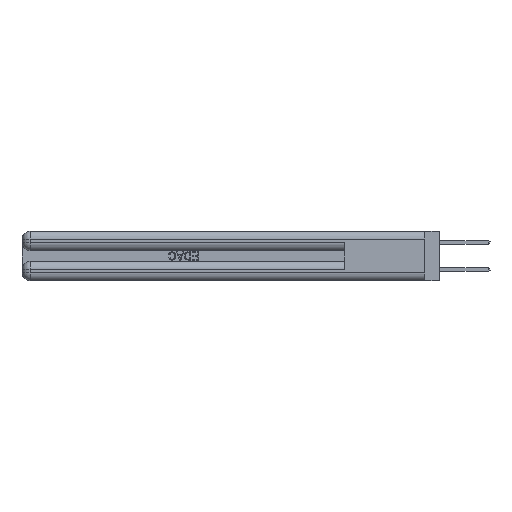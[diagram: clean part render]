
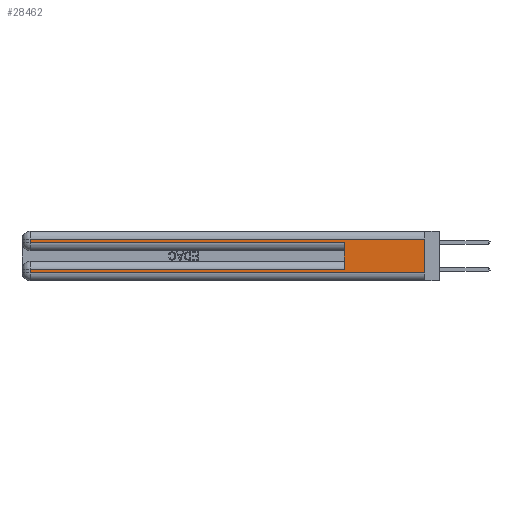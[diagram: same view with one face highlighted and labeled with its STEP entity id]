
A CAD part, left-side view. The second image highlights one B-rep face of the part: STEP entity #28462.
In plain terms, the highlighted planar face has unit normal (-1, 0, 0).
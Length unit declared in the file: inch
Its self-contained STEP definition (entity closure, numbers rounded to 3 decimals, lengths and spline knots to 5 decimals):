
#944 = CARTESIAN_POINT ( 'NONE',  ( 0., 0.6, 0.145 ) ) ;
#1844 = ORIENTED_EDGE ( 'NONE', *, *, #33681, .F. ) ;
#1916 = VECTOR ( 'NONE', #37023, 39.37008 ) ;
#2061 = VECTOR ( 'NONE', #6315, 39.37008 ) ;
#2702 = CARTESIAN_POINT ( 'NONE',  ( 0., 2.94, 0.37 ) ) ;
#2958 = CARTESIAN_POINT ( 'NONE',  ( 0., 2.94, 0.37 ) ) ;
#3041 = LINE ( 'NONE', #30089, #1916 ) ;
#3396 = VECTOR ( 'NONE', #33496, 39.37008 ) ;
#3708 = DIRECTION ( 'NONE',  ( 0., 0., -1. ) ) ;
#4356 = CARTESIAN_POINT ( 'NONE',  ( 0., 2.94, 0.085 ) ) ;
#4399 = AXIS2_PLACEMENT_3D ( 'NONE', #14014, #24424, #3708 ) ;
#4852 = VERTEX_POINT ( 'NONE', #18589 ) ;
#5755 = LINE ( 'NONE', #944, #42494 ) ;
#5813 = EDGE_CURVE ( 'NONE', #5815, #42987, #8543, .T. ) ;
#5815 = VERTEX_POINT ( 'NONE', #20001 ) ;
#6315 = DIRECTION ( 'NONE',  ( 0., 0., -1. ) ) ;
#7655 = VERTEX_POINT ( 'NONE', #40217 ) ;
#8093 = VECTOR ( 'NONE', #44493, 39.37008 ) ;
#8543 = LINE ( 'NONE', #30275, #38255 ) ;
#9660 = CARTESIAN_POINT ( 'NONE',  ( 0., 2.94, 0.31 ) ) ;
#11556 = EDGE_CURVE ( 'NONE', #30437, #5815, #29695, .T. ) ;
#11697 = ORIENTED_EDGE ( 'NONE', *, *, #38573, .T. ) ;
#12988 = EDGE_LOOP ( 'NONE', ( #1844, #40804, #23535, #41909, #44039, #17609, #19769, #11697 ) ) ;
#13070 = DIRECTION ( 'NONE',  ( 0., -1., 0. ) ) ;
#14014 = CARTESIAN_POINT ( 'NONE',  ( 0., 0., 0.37 ) ) ;
#14053 = FACE_OUTER_BOUND ( 'NONE', #12988, .T. ) ;
#14689 = LINE ( 'NONE', #28608, #32009 ) ;
#15018 = CARTESIAN_POINT ( 'NONE',  ( 0., 0., 0.06 ) ) ;
#17282 = LINE ( 'NONE', #23841, #8093 ) ;
#17327 = PLANE ( 'NONE',  #4399 ) ;
#17609 = ORIENTED_EDGE ( 'NONE', *, *, #43281, .T. ) ;
#18589 = CARTESIAN_POINT ( 'NONE',  ( 0., 2.94, 0.06 ) ) ;
#19250 = EDGE_CURVE ( 'NONE', #20905, #4852, #27739, .T. ) ;
#19769 = ORIENTED_EDGE ( 'NONE', *, *, #19250, .T. ) ;
#20001 = CARTESIAN_POINT ( 'NONE',  ( 0., 2.94, 0.285 ) ) ;
#20905 = VERTEX_POINT ( 'NONE', #4356 ) ;
#21718 = DIRECTION ( 'NONE',  ( 0., 0., 1. ) ) ;
#23535 = ORIENTED_EDGE ( 'NONE', *, *, #11556, .T. ) ;
#23841 = CARTESIAN_POINT ( 'NONE',  ( 0., 0., 0.06 ) ) ;
#24424 = DIRECTION ( 'NONE',  ( 1., 0., 0. ) ) ;
#26459 = EDGE_CURVE ( 'NONE', #7655, #30437, #30361, .T. ) ;
#26534 = CARTESIAN_POINT ( 'NONE',  ( 0., 0., 0.31 ) ) ;
#27033 = VERTEX_POINT ( 'NONE', #43670 ) ;
#27739 = LINE ( 'NONE', #2702, #35842 ) ;
#28462 = ADVANCED_FACE ( 'NONE', ( #14053 ), #17327, .F. ) ;
#28608 = CARTESIAN_POINT ( 'NONE',  ( 0., 0., 0.085 ) ) ;
#29695 = LINE ( 'NONE', #2958, #2061 ) ;
#30089 = CARTESIAN_POINT ( 'NONE',  ( 0., 0., 0.37 ) ) ;
#30229 = EDGE_CURVE ( 'NONE', #27033, #42987, #5755, .T. ) ;
#30275 = CARTESIAN_POINT ( 'NONE',  ( 0., 0., 0.285 ) ) ;
#30361 = LINE ( 'NONE', #26534, #3396 ) ;
#30437 = VERTEX_POINT ( 'NONE', #9660 ) ;
#32009 = VECTOR ( 'NONE', #32103, 39.37008 ) ;
#32103 = DIRECTION ( 'NONE',  ( 0., 1., 0. ) ) ;
#33496 = DIRECTION ( 'NONE',  ( 0., 1., 0. ) ) ;
#33681 = EDGE_CURVE ( 'NONE', #7655, #39480, #3041, .T. ) ;
#35842 = VECTOR ( 'NONE', #37318, 39.37008 ) ;
#37023 = DIRECTION ( 'NONE',  ( 0., 0., -1. ) ) ;
#37318 = DIRECTION ( 'NONE',  ( 0., 0., -1. ) ) ;
#38255 = VECTOR ( 'NONE', #13070, 39.37008 ) ;
#38573 = EDGE_CURVE ( 'NONE', #4852, #39480, #17282, .T. ) ;
#39480 = VERTEX_POINT ( 'NONE', #15018 ) ;
#40217 = CARTESIAN_POINT ( 'NONE',  ( 0., 0., 0.31 ) ) ;
#40804 = ORIENTED_EDGE ( 'NONE', *, *, #26459, .T. ) ;
#41909 = ORIENTED_EDGE ( 'NONE', *, *, #5813, .T. ) ;
#42494 = VECTOR ( 'NONE', #21718, 39.37008 ) ;
#42987 = VERTEX_POINT ( 'NONE', #44278 ) ;
#43281 = EDGE_CURVE ( 'NONE', #27033, #20905, #14689, .T. ) ;
#43670 = CARTESIAN_POINT ( 'NONE',  ( 0., 0.6, 0.085 ) ) ;
#44039 = ORIENTED_EDGE ( 'NONE', *, *, #30229, .F. ) ;
#44278 = CARTESIAN_POINT ( 'NONE',  ( 0., 0.6, 0.285 ) ) ;
#44493 = DIRECTION ( 'NONE',  ( 0., -1., 0. ) ) ;
